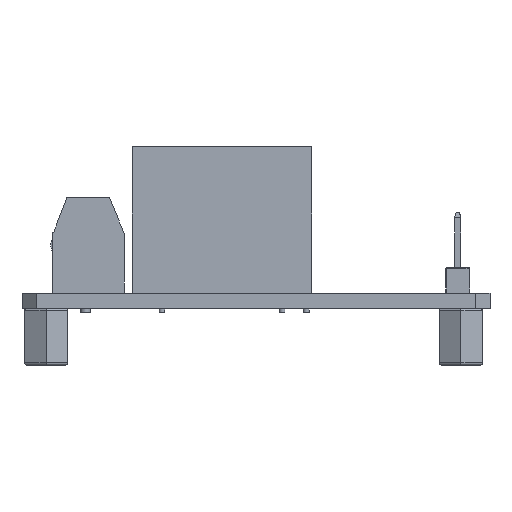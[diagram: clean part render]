
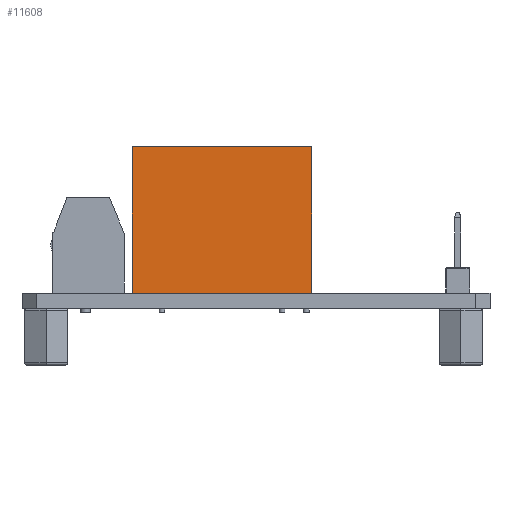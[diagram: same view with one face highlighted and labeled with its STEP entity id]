
A CAD part, front view. The second image highlights one B-rep face of the part: STEP entity #11608.
In plain terms, the highlighted planar face has unit normal (0, -1, 0).
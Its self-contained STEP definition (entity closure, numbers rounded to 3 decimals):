
#322 = VECTOR ( 'NONE', #37498, 1000. ) ;
#1477 = LINE ( 'NONE', #37510, #9700 ) ;
#1930 = VERTEX_POINT ( 'NONE', #9684 ) ;
#2954 = CARTESIAN_POINT ( 'NONE',  ( -34.4, -26.71, 23.05 ) ) ;
#3734 = LINE ( 'NONE', #18887, #23991 ) ;
#5343 = CARTESIAN_POINT ( 'NONE',  ( -15.4, -26.71, 23.05 ) ) ;
#6548 = EDGE_CURVE ( 'NONE', #24493, #1930, #16422, .T. ) ;
#7929 = ORIENTED_EDGE ( 'NONE', *, *, #21941, .F. ) ;
#9684 = CARTESIAN_POINT ( 'NONE',  ( -15.4, -26.71, 7.6 ) ) ;
#9700 = VECTOR ( 'NONE', #25563, 1000. ) ;
#10242 = LINE ( 'NONE', #19163, #322 ) ;
#11182 = VERTEX_POINT ( 'NONE', #2954 ) ;
#11608 = ADVANCED_FACE ( 'NONE', ( #12470 ), #12642, .F. ) ;
#12470 = FACE_OUTER_BOUND ( 'NONE', #31800, .T. ) ;
#12526 = DIRECTION ( 'NONE',  ( 1., 0., 0. ) ) ;
#12642 = PLANE ( 'NONE',  #33979 ) ;
#13628 = VECTOR ( 'NONE', #36525, 1000. ) ;
#15364 = ORIENTED_EDGE ( 'NONE', *, *, #6548, .F. ) ;
#15562 = DIRECTION ( 'NONE',  ( -1., 0., 0. ) ) ;
#15797 = ORIENTED_EDGE ( 'NONE', *, *, #23239, .T. ) ;
#16422 = LINE ( 'NONE', #22218, #13628 ) ;
#18436 = CARTESIAN_POINT ( 'NONE',  ( -34.4, -26.71, 23.05 ) ) ;
#18887 = CARTESIAN_POINT ( 'NONE',  ( -34.4, -26.71, 7.6 ) ) ;
#19163 = CARTESIAN_POINT ( 'NONE',  ( -34.4, -26.71, 23.05 ) ) ;
#19544 = VERTEX_POINT ( 'NONE', #23169 ) ;
#21941 = EDGE_CURVE ( 'NONE', #11182, #24493, #10242, .T. ) ;
#22218 = CARTESIAN_POINT ( 'NONE',  ( -15.4, -26.71, 23.05 ) ) ;
#22794 = EDGE_CURVE ( 'NONE', #11182, #19544, #1477, .T. ) ;
#23169 = CARTESIAN_POINT ( 'NONE',  ( -34.4, -26.71, 7.6 ) ) ;
#23239 = EDGE_CURVE ( 'NONE', #19544, #1930, #3734, .T. ) ;
#23991 = VECTOR ( 'NONE', #12526, 1000. ) ;
#24493 = VERTEX_POINT ( 'NONE', #5343 ) ;
#25563 = DIRECTION ( 'NONE',  ( 0., 0., -1. ) ) ;
#30233 = DIRECTION ( 'NONE',  ( 0., 1., 0. ) ) ;
#31800 = EDGE_LOOP ( 'NONE', ( #15797, #15364, #7929, #34696 ) ) ;
#33979 = AXIS2_PLACEMENT_3D ( 'NONE', #18436, #30233, #15562 ) ;
#34696 = ORIENTED_EDGE ( 'NONE', *, *, #22794, .T. ) ;
#36525 = DIRECTION ( 'NONE',  ( 0., 0., -1. ) ) ;
#37498 = DIRECTION ( 'NONE',  ( 1., 0., 0. ) ) ;
#37510 = CARTESIAN_POINT ( 'NONE',  ( -34.4, -26.71, 23.05 ) ) ;
